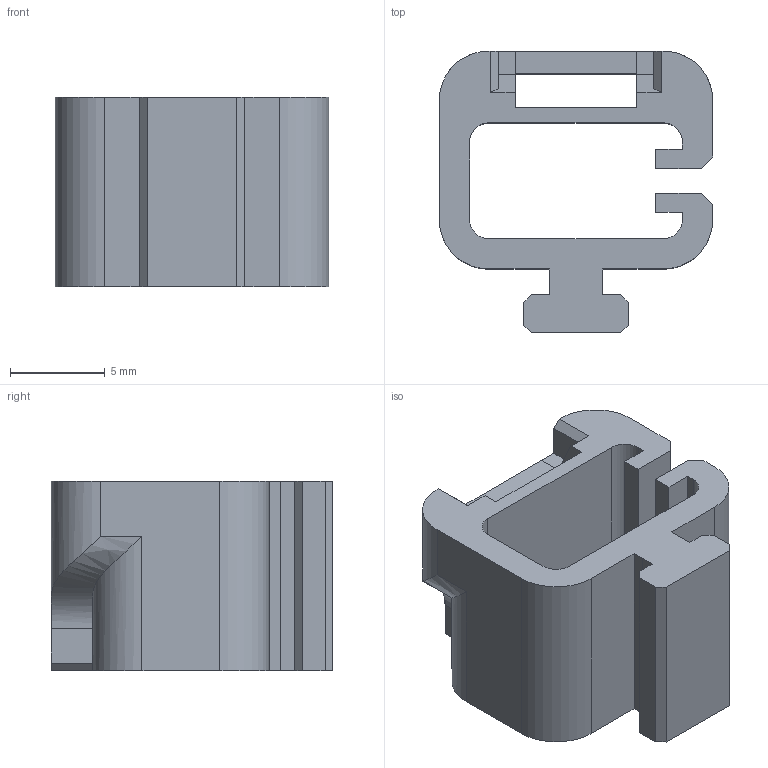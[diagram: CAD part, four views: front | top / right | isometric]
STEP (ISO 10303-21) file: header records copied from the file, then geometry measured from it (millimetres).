
FILE_DESCRIPTION(/* description */ (''),/* implementation_level */ '2;1');
FILE_NAME(/* name */ 'Mod_Beltchain0_Link_Slotted.step',/* time_stamp */ '2023-07-10T16:13:35+02:00',/* author */ (''),/* organization */ (''),/* preprocessor_version */ 'ST-DEVELOPER v19.2',/* originating_system */ 'Autodesk Translation Framework v12.6.0.85',/* authorisation */ '');
FILE_SCHEMA (('AUTOMOTIVE_DESIGN { 1 0 10303 214 3 1 1 }'));
Length unit declared in the file: millimetre
Products named in the file (1): Mod_Beltchain0_Link_Slotted
Bounding box: 14.4 x 14.83 x 10 mm (x, y, z)
Volume: 867.2 mm3; surface area: 1311.1 mm2
Topology: 1 solids, 1 shells, 70 faces, 206 edges, 136 vertices
Faces by surface type: plane 58, cylinder 10, bspline 2
Entity records: 2437 total; most frequent: CARTESIAN_POINT 549, ORIENTED_EDGE 412, DIRECTION 349, EDGE_CURVE 206, LINE 179, VECTOR 179, VERTEX_POINT 136, AXIS2_PLACEMENT_3D 85
